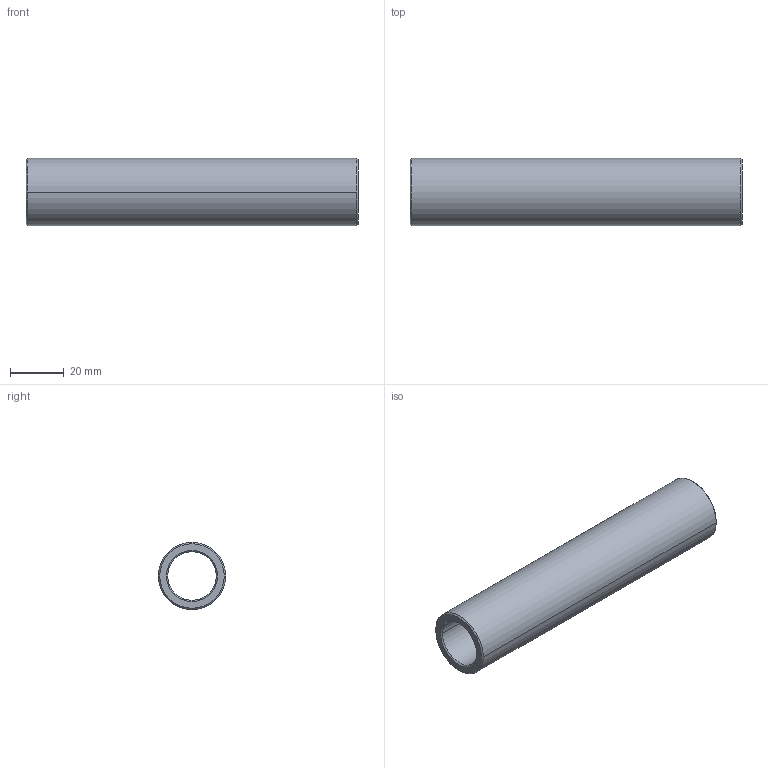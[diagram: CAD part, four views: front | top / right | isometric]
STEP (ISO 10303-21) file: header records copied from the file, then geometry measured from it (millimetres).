
FILE_DESCRIPTION(('CATIA V5 STEP Exchange'),'2;1');
FILE_NAME('Entretoise MT03.stp','2021-05-16T20:35:04+00:00',('none'),('none'),'CATIA Version 5 Release 21 GA (IN-10)','CATIA V5 STEP AP203','none');
FILE_SCHEMA(('CONFIG_CONTROL_DESIGN'));
Length unit declared in the file: millimetre
Products named in the file (1): Part2
Bounding box: 123.5 x 25 x 25 mm (x, y, z)
Volume: 29162.2 mm3; surface area: 17077.1 mm2
Topology: 1 solids, 1 shells, 14 faces, 28 edges, 16 vertices
Faces by surface type: cone 8, cylinder 4, plane 2
Entity records: 384 total; most frequent: CARTESIAN_POINT 57, ORIENTED_EDGE 56, DIRECTION 52, AXIS2_PLACEMENT_3D 29, EDGE_CURVE 28, CIRCLE 16, EDGE_LOOP 16, VERTEX_POINT 16
